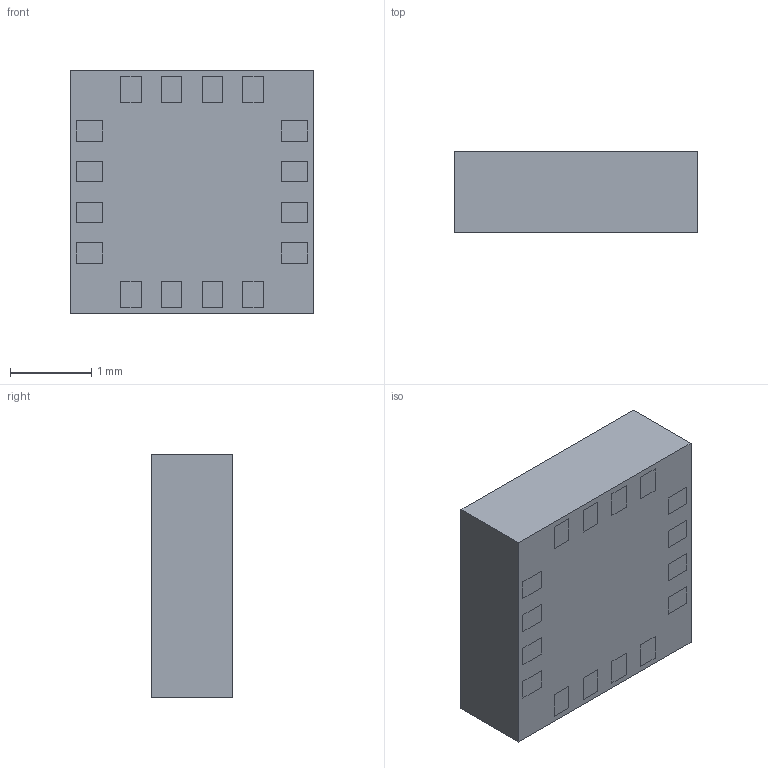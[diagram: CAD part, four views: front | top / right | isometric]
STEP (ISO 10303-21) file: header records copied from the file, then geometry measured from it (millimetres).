
FILE_DESCRIPTION (( 'STEP AP214' ), '1' );
FILE_NAME ('MMC5983MA.STEP', '2022-05-30T00:08:23', ( '' ), ( '' ), 'SwSTEP 2.0', 'SolidWorks 2017', '' );
FILE_SCHEMA (( 'AUTOMOTIVE_DESIGN' ));
Length unit declared in the file: millimetre
Products named in the file (1): MMC5983MA
Bounding box: 3 x 1 x 3 mm (x, y, z)
Volume: 9 mm3; surface area: 36.6 mm2
Topology: 18 solids, 18 shells, 189 faces, 408 edges, 272 vertices
Faces by surface type: plane 185, cylinder 4
Entity records: 5217 total; most frequent: CARTESIAN_POINT 870, ORIENTED_EDGE 816, DIRECTION 796, EDGE_CURVE 408, LINE 400, VECTOR 400, VERTEX_POINT 272, EDGE_LOOP 206
